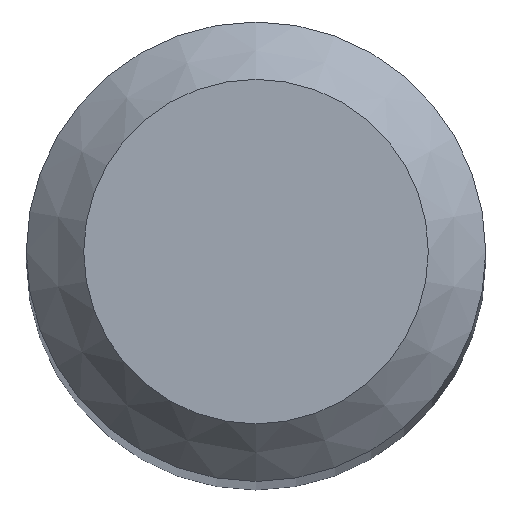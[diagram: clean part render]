
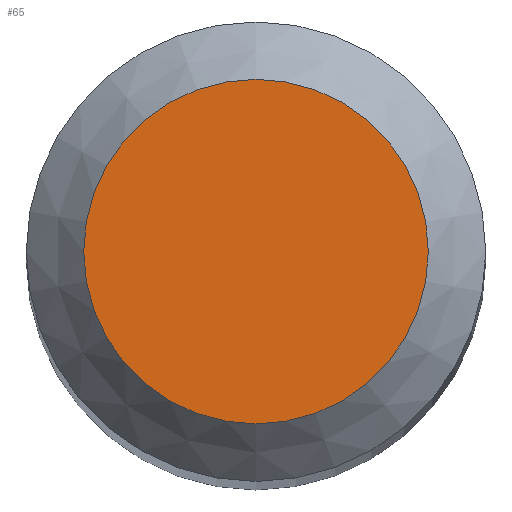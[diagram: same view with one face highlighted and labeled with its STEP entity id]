
A CAD part, top view. The second image highlights one B-rep face of the part: STEP entity #65.
In plain terms, the highlighted planar face has unit normal (0, 0, 1).
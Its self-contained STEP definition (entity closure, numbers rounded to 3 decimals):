
#17 = AXIS2_PLACEMENT_3D ( 'NONE', #216, #239, #236 ) ;
#33 = CIRCLE ( 'NONE', #17, 1.5 ) ;
#52 = CARTESIAN_POINT ( 'NONE',  ( 0., 0., 62. ) ) ;
#65 = ADVANCED_FACE ( 'NONE', ( #89 ), #70, .F. ) ;
#70 = PLANE ( 'NONE',  #71 ) ;
#71 = AXIS2_PLACEMENT_3D ( 'NONE', #52, #177, #111 ) ;
#89 = FACE_OUTER_BOUND ( 'NONE', #124, .T. ) ;
#111 = DIRECTION ( 'NONE',  ( 0., 1., 0. ) ) ;
#112 = ORIENTED_EDGE ( 'NONE', *, *, #162, .F. ) ;
#124 = EDGE_LOOP ( 'NONE', ( #112 ) ) ;
#162 = EDGE_CURVE ( 'NONE', #202, #202, #33, .T. ) ;
#177 = DIRECTION ( 'NONE',  ( 0., 0., -1. ) ) ;
#183 = CARTESIAN_POINT ( 'NONE',  ( 0., 1.5, 62. ) ) ;
#202 = VERTEX_POINT ( 'NONE', #183 ) ;
#216 = CARTESIAN_POINT ( 'NONE',  ( 0., 0., 62. ) ) ;
#236 = DIRECTION ( 'NONE',  ( 0., 1., 0. ) ) ;
#239 = DIRECTION ( 'NONE',  ( 0., 0., -1. ) ) ;
